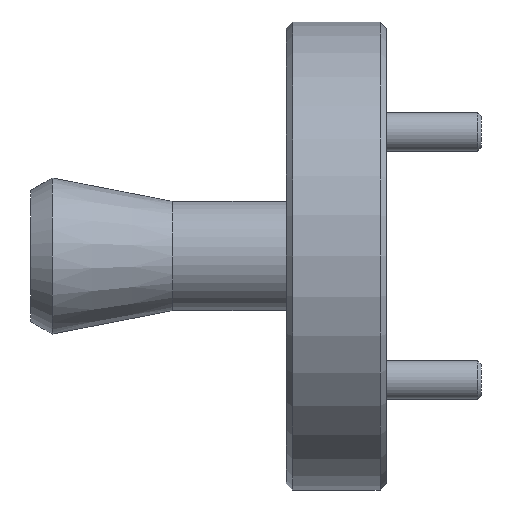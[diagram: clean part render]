
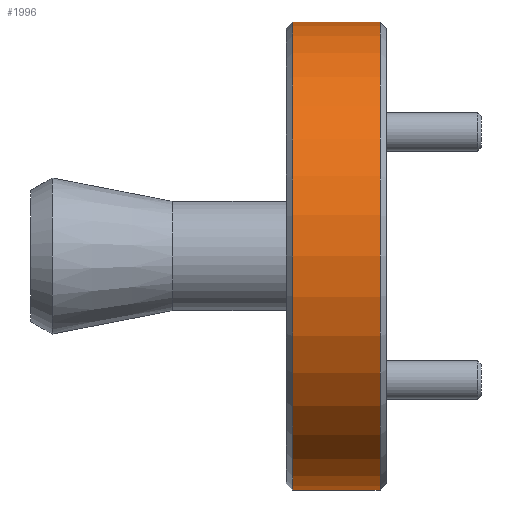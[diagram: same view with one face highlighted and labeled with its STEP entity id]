
A CAD part, front view. The second image highlights one B-rep face of the part: STEP entity #1996.
In plain terms, the highlighted cylindrical face has radius 9.525 mm (diameter 19.05 mm), a partial arc.
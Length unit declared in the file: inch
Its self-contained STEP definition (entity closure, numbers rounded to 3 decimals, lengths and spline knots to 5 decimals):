
#8 = CARTESIAN_POINT ( 'NONE',  ( 0., 0., 0. ) ) ;
#140 = CARTESIAN_POINT ( 'NONE',  ( -0.15, 0., -0.375 ) ) ;
#201 = VECTOR ( 'NONE', #1096, 39.37008 ) ;
#332 = VERTEX_POINT ( 'NONE', #140 ) ;
#354 = AXIS2_PLACEMENT_3D ( 'NONE', #2359, #1087, #1277 ) ;
#369 = CARTESIAN_POINT ( 'NONE',  ( 0., 0., -0.375 ) ) ;
#404 = VERTEX_POINT ( 'NONE', #522 ) ;
#508 = DIRECTION ( 'NONE',  ( 1., 0., 0. ) ) ;
#522 = CARTESIAN_POINT ( 'NONE',  ( -0.15, 0., 0.375 ) ) ;
#586 = ORIENTED_EDGE ( 'NONE', *, *, #1061, .F. ) ;
#684 = EDGE_CURVE ( 'NONE', #404, #332, #766, .T. ) ;
#733 = FACE_OUTER_BOUND ( 'NONE', #1344, .T. ) ;
#766 = CIRCLE ( 'NONE', #1577, 0.375 ) ;
#885 = CARTESIAN_POINT ( 'NONE',  ( -0.01, 0., 0.375 ) ) ;
#971 = DIRECTION ( 'NONE',  ( 1., 0., 0. ) ) ;
#1003 = AXIS2_PLACEMENT_3D ( 'NONE', #8, #508, #1089 ) ;
#1061 = EDGE_CURVE ( 'NONE', #404, #1691, #2133, .T. ) ;
#1087 = DIRECTION ( 'NONE',  ( -1., 0., 0. ) ) ;
#1089 = DIRECTION ( 'NONE',  ( 0., 0., -1. ) ) ;
#1096 = DIRECTION ( 'NONE',  ( 1., 0., 0. ) ) ;
#1118 = CIRCLE ( 'NONE', #354, 0.375 ) ;
#1277 = DIRECTION ( 'NONE',  ( 0., 0., 1. ) ) ;
#1344 = EDGE_LOOP ( 'NONE', ( #586, #1778, #1847, #2162 ) ) ;
#1368 = CARTESIAN_POINT ( 'NONE',  ( -0.01, 0., -0.375 ) ) ;
#1444 = CYLINDRICAL_SURFACE ( 'NONE', #1003, 0.375 ) ;
#1482 = CARTESIAN_POINT ( 'NONE',  ( 0., 0., 0.375 ) ) ;
#1497 = VERTEX_POINT ( 'NONE', #1368 ) ;
#1555 = DIRECTION ( 'NONE',  ( 0., 0., 1. ) ) ;
#1577 = AXIS2_PLACEMENT_3D ( 'NONE', #1773, #971, #1555 ) ;
#1579 = VECTOR ( 'NONE', #1685, 39.37008 ) ;
#1685 = DIRECTION ( 'NONE',  ( 1., 0., 0. ) ) ;
#1691 = VERTEX_POINT ( 'NONE', #885 ) ;
#1773 = CARTESIAN_POINT ( 'NONE',  ( -0.15, 0., 0. ) ) ;
#1778 = ORIENTED_EDGE ( 'NONE', *, *, #684, .T. ) ;
#1833 = EDGE_CURVE ( 'NONE', #332, #1497, #2016, .T. ) ;
#1847 = ORIENTED_EDGE ( 'NONE', *, *, #1833, .T. ) ;
#1996 = ADVANCED_FACE ( 'NONE', ( #733 ), #1444, .T. ) ;
#2016 = LINE ( 'NONE', #369, #201 ) ;
#2133 = LINE ( 'NONE', #1482, #1579 ) ;
#2162 = ORIENTED_EDGE ( 'NONE', *, *, #2353, .T. ) ;
#2353 = EDGE_CURVE ( 'NONE', #1497, #1691, #1118, .T. ) ;
#2359 = CARTESIAN_POINT ( 'NONE',  ( -0.01, 0., 0. ) ) ;
